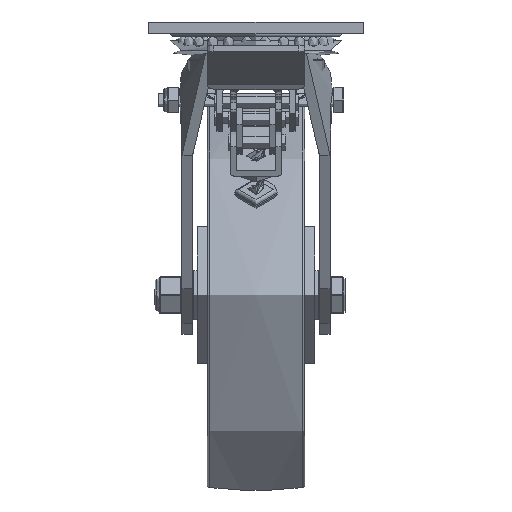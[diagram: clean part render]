
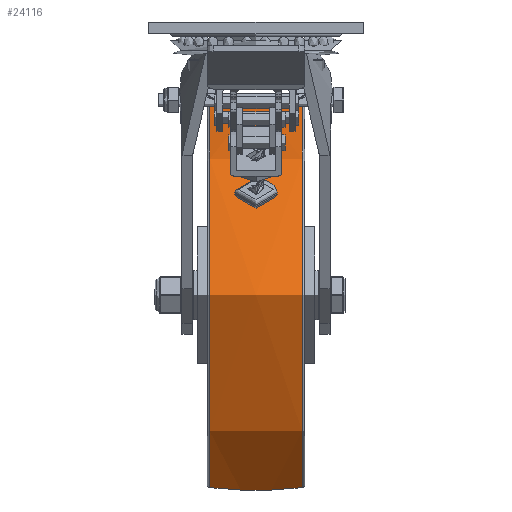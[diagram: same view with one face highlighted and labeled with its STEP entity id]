
A CAD part, left-side view. The second image highlights one B-rep face of the part: STEP entity #24116.
In plain terms, the highlighted free-form (B-spline) face has degree [2, 2] with [3, 9] control points.
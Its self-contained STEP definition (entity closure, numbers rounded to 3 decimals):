
#53=(
BOUNDED_SURFACE()
B_SPLINE_SURFACE(2,2,((#60279,#60280,#60281,#60282,#60283,#60284,#60285,
#60286,#60287),(#60288,#60289,#60290,#60291,#60292,#60293,#60294,#60295,
#60296),(#60297,#60298,#60299,#60300,#60301,#60302,#60303,#60304,#60305)),
 .UNSPECIFIED.,.F.,.T.,.F.)
B_SPLINE_SURFACE_WITH_KNOTS((3,3),(3,2,2,2,3),(-0.113,0.113),
(-3.142,-1.571,0.,1.571,3.142),
 .UNSPECIFIED.)
GEOMETRIC_REPRESENTATION_ITEM()
RATIONAL_B_SPLINE_SURFACE(((1.,0.707,1.,0.707,1.,
0.707,1.,0.707,1.),(0.994,0.703,
0.994,0.703,0.994,0.703,
0.994,0.703,0.994),(1.,0.707,
1.,0.707,1.,0.707,1.,0.707,1.)))
REPRESENTATION_ITEM('')
SURFACE()
);
#3834=FACE_OUTER_BOUND('',#5397,.T.);
#5397=EDGE_LOOP('',(#20063,#20064,#20065,#20066));
#9956=CIRCLE('',#26372,98.656);
#9957=CIRCLE('',#26373,209.083);
#9958=CIRCLE('',#26374,98.656);
#11542=VERTEX_POINT('',#60276);
#11543=VERTEX_POINT('',#60306);
#14544=EDGE_CURVE('',#11542,#11542,#9956,.T.);
#14545=EDGE_CURVE('',#11542,#11543,#9957,.T.);
#14546=EDGE_CURVE('',#11543,#11543,#9958,.T.);
#20063=ORIENTED_EDGE('',*,*,#14544,.F.);
#20064=ORIENTED_EDGE('',*,*,#14545,.T.);
#20065=ORIENTED_EDGE('',*,*,#14546,.T.);
#20066=ORIENTED_EDGE('',*,*,#14545,.F.);
#24116=ADVANCED_FACE('',(#3834),#53,.F.);
#26372=AXIS2_PLACEMENT_3D('',#60278,#30832,#30833);
#26373=AXIS2_PLACEMENT_3D('',#60307,#30834,#30835);
#26374=AXIS2_PLACEMENT_3D('',#60308,#30836,#30837);
#30832=DIRECTION('center_axis',(0.,1.,0.));
#30833=DIRECTION('ref_axis',(0.,0.,1.));
#30834=DIRECTION('center_axis',(-1.,0.,0.));
#30835=DIRECTION('ref_axis',(0.,0.,
-1.));
#30836=DIRECTION('center_axis',(0.,1.,0.));
#30837=DIRECTION('ref_axis',(0.,0.,1.));
#60276=CARTESIAN_POINT('',(0.,23.67,-98.656));
#60278=CARTESIAN_POINT('Origin',(0.,23.67,
0.));
#60279=CARTESIAN_POINT('Ctrl Pts',(0.,-23.67,
-98.656));
#60280=CARTESIAN_POINT('Ctrl Pts',(-98.656,-23.67,
-98.656));
#60281=CARTESIAN_POINT('Ctrl Pts',(-98.656,-23.67,
0.));
#60282=CARTESIAN_POINT('Ctrl Pts',(-98.656,-23.67,
98.656));
#60283=CARTESIAN_POINT('Ctrl Pts',(0.,-23.67,
98.656));
#60284=CARTESIAN_POINT('Ctrl Pts',(98.656,-23.67,98.656));
#60285=CARTESIAN_POINT('Ctrl Pts',(98.656,-23.67,0.));
#60286=CARTESIAN_POINT('Ctrl Pts',(98.656,-23.67,-98.656));
#60287=CARTESIAN_POINT('Ctrl Pts',(0.,-23.67,
-98.656));
#60288=CARTESIAN_POINT('Ctrl Pts',(0.,0.,
-101.353));
#60289=CARTESIAN_POINT('Ctrl Pts',(-101.353,0.,
-101.353));
#60290=CARTESIAN_POINT('Ctrl Pts',(-101.353,0.,
0.));
#60291=CARTESIAN_POINT('Ctrl Pts',(-101.353,0.,
101.353));
#60292=CARTESIAN_POINT('Ctrl Pts',(0.,0.,101.353));
#60293=CARTESIAN_POINT('Ctrl Pts',(101.353,0.,
101.353));
#60294=CARTESIAN_POINT('Ctrl Pts',(101.353,0.,
0.));
#60295=CARTESIAN_POINT('Ctrl Pts',(101.353,0.,
-101.353));
#60296=CARTESIAN_POINT('Ctrl Pts',(0.,0.,
-101.353));
#60297=CARTESIAN_POINT('Ctrl Pts',(0.,23.67,
-98.656));
#60298=CARTESIAN_POINT('Ctrl Pts',(-98.656,23.67,-98.656));
#60299=CARTESIAN_POINT('Ctrl Pts',(-98.656,23.67,0.));
#60300=CARTESIAN_POINT('Ctrl Pts',(-98.656,23.67,98.656));
#60301=CARTESIAN_POINT('Ctrl Pts',(0.,23.67,
98.656));
#60302=CARTESIAN_POINT('Ctrl Pts',(98.656,23.67,98.656));
#60303=CARTESIAN_POINT('Ctrl Pts',(98.656,23.67,0.));
#60304=CARTESIAN_POINT('Ctrl Pts',(98.656,23.67,-98.656));
#60305=CARTESIAN_POINT('Ctrl Pts',(0.,23.67,
-98.656));
#60306=CARTESIAN_POINT('',(0.,-23.67,-98.656));
#60307=CARTESIAN_POINT('Origin',(0.,0.,
109.083));
#60308=CARTESIAN_POINT('Origin',(0.,-23.67,
0.));
